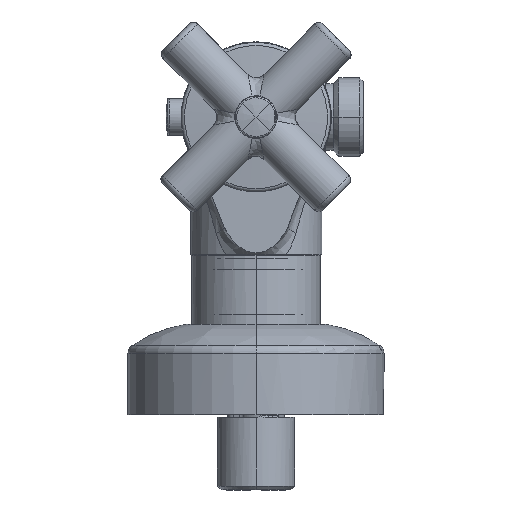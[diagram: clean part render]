
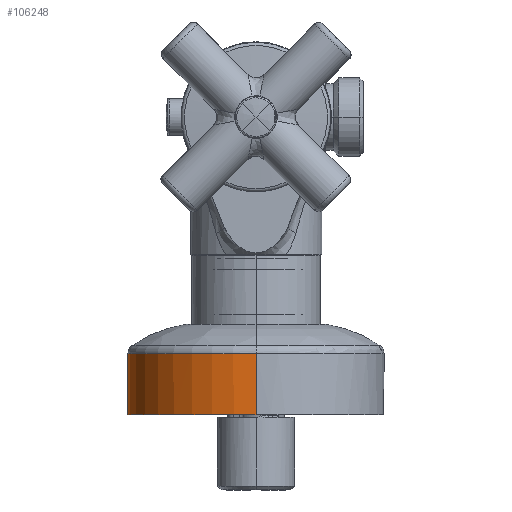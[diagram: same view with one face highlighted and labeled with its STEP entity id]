
A CAD part, left-side view. The second image highlights one B-rep face of the part: STEP entity #106248.
In plain terms, the highlighted cylindrical face has radius 34 mm (diameter 68 mm), a partial arc.
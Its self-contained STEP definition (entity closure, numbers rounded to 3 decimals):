
#106166=CARTESIAN_POINT('Axis2P3D Location',(-75.,0.,-79.)) ;
#106170=CARTESIAN_POINT('Vertex',(-41.,0.,-79.)) ;
#106172=CARTESIAN_POINT('Vertex',(-109.,0.,-79.)) ;
#106210=CARTESIAN_POINT('Axis2P3D Location',(-75.,0.,-80.2)) ;
#106215=CARTESIAN_POINT('Line Origine',(-41.,0.,-80.2)) ;
#106219=CARTESIAN_POINT('Vertex',(-41.,0.,-62.763)) ;
#106222=CARTESIAN_POINT('Line Origine',(-109.,0.,-80.2)) ;
#106226=CARTESIAN_POINT('Vertex',(-109.,0.,-62.763)) ;
#106229=CARTESIAN_POINT('Axis2P3D Location',(-75.,0.,-62.763)) ;
#106233=CARTESIAN_POINT('Vertex',(-109.,0.152,-62.763)) ;
#106236=CARTESIAN_POINT('Axis2P3D Location',(-75.,0.,-62.763)) ;
#106217=VECTOR('Line Direction',#106216,1.) ;
#106224=VECTOR('Line Direction',#106223,1.) ;
#106167=DIRECTION('Axis2P3D Direction',(-0.,0.,1.)) ;
#106211=DIRECTION('Axis2P3D Direction',(-0.,0.,1.)) ;
#106212=DIRECTION('Axis2P3D XDirection',(1.,0.,0.)) ;
#106216=DIRECTION('Vector Direction',(0.,0.,1.)) ;
#106223=DIRECTION('Vector Direction',(0.,0.,1.)) ;
#106230=DIRECTION('Axis2P3D Direction',(-0.,0.,1.)) ;
#106237=DIRECTION('Axis2P3D Direction',(-0.,0.,1.)) ;
#106168=AXIS2_PLACEMENT_3D('Circle Axis2P3D',#106166,#106167,$) ;
#106213=AXIS2_PLACEMENT_3D('Cylinder Axis2P3D',#106210,#106211,#106212) ;
#106231=AXIS2_PLACEMENT_3D('Circle Axis2P3D',#106229,#106230,$) ;
#106238=AXIS2_PLACEMENT_3D('Circle Axis2P3D',#106236,#106237,$) ;
#106218=LINE('Line',#106215,#106217) ;
#106225=LINE('Line',#106222,#106224) ;
#106169=CIRCLE('generated circle',#106168,34.) ;
#106232=CIRCLE('generated circle',#106231,34.) ;
#106239=CIRCLE('generated circle',#106238,34.) ;
#106214=CYLINDRICAL_SURFACE('generated cylinder',#106213,34.) ;
#106174=EDGE_CURVE('',#106171,#106173,#106169,.T.) ;
#106221=EDGE_CURVE('',#106171,#106220,#106218,.T.) ;
#106228=EDGE_CURVE('',#106173,#106227,#106225,.T.) ;
#106235=EDGE_CURVE('',#106234,#106227,#106232,.T.) ;
#106240=EDGE_CURVE('',#106220,#106234,#106239,.T.) ;
#106242=ORIENTED_EDGE('',*,*,#106221,.F.) ;
#106243=ORIENTED_EDGE('',*,*,#106174,.T.) ;
#106244=ORIENTED_EDGE('',*,*,#106228,.T.) ;
#106245=ORIENTED_EDGE('',*,*,#106235,.F.) ;
#106246=ORIENTED_EDGE('',*,*,#106240,.F.) ;
#106241=EDGE_LOOP('',(#106242,#106243,#106244,#106245,#106246)) ;
#106171=VERTEX_POINT('',#106170) ;
#106173=VERTEX_POINT('',#106172) ;
#106220=VERTEX_POINT('',#106219) ;
#106227=VERTEX_POINT('',#106226) ;
#106234=VERTEX_POINT('',#106233) ;
#106248=ADVANCED_FACE('E-PRO.100.2',(#106247),#106214,.T.) ;
#106247=FACE_OUTER_BOUND('',#106241,.T.) ;
